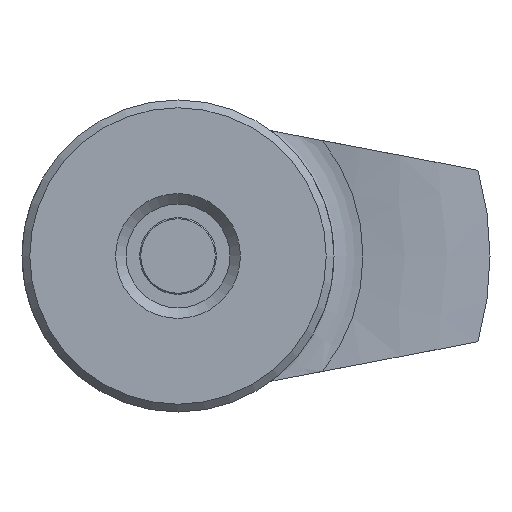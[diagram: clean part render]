
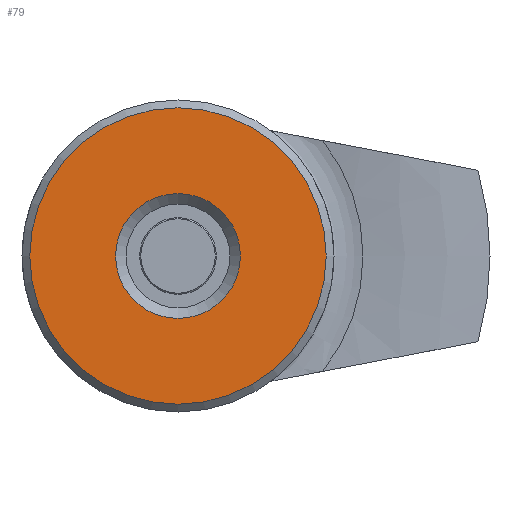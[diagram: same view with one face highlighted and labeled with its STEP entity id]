
A CAD part, front view. The second image highlights one B-rep face of the part: STEP entity #79.
In plain terms, the highlighted planar face has unit normal (0, -1, 0).
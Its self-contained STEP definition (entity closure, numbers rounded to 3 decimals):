
#79 = ADVANCED_FACE( '', ( #195, #196 ), #197, .F. );
#195 = FACE_BOUND( '', #373, .T. );
#196 = FACE_OUTER_BOUND( '', #374, .T. );
#197 = PLANE( '', #375 );
#373 = EDGE_LOOP( '', ( #582 ) );
#374 = EDGE_LOOP( '', ( #583 ) );
#375 = AXIS2_PLACEMENT_3D( '', #584, #585, #586 );
#582 = ORIENTED_EDGE( '', *, *, #899, .F. );
#583 = ORIENTED_EDGE( '', *, *, #900, .T. );
#584 = CARTESIAN_POINT( '', ( 9.5, 0., 0. ) );
#585 = DIRECTION( '', ( 0., 1., 0. ) );
#586 = DIRECTION( '', ( 0., 0., 1. ) );
#899 = EDGE_CURVE( '', #1030, #1030, #1031, .T. );
#900 = EDGE_CURVE( '', #1032, #1032, #1033, .T. );
#1030 = VERTEX_POINT( '', #1212 );
#1031 = CIRCLE( '', #1213, 4. );
#1032 = VERTEX_POINT( '', #1214 );
#1033 = CIRCLE( '', #1215, 9.5 );
#1212 = CARTESIAN_POINT( '', ( 0., 0., -4. ) );
#1213 = AXIS2_PLACEMENT_3D( '', #1453, #1454, #1455 );
#1214 = CARTESIAN_POINT( '', ( 0., 0., -9.5 ) );
#1215 = AXIS2_PLACEMENT_3D( '', #1456, #1457, #1458 );
#1453 = CARTESIAN_POINT( '', ( 0., 0., 0. ) );
#1454 = DIRECTION( '', ( 0., -1., 0. ) );
#1455 = DIRECTION( '', ( 0., 0., -1. ) );
#1456 = CARTESIAN_POINT( '', ( 0., 0., 0. ) );
#1457 = DIRECTION( '', ( 0., -1., 0. ) );
#1458 = DIRECTION( '', ( 0., 0., -1. ) );
